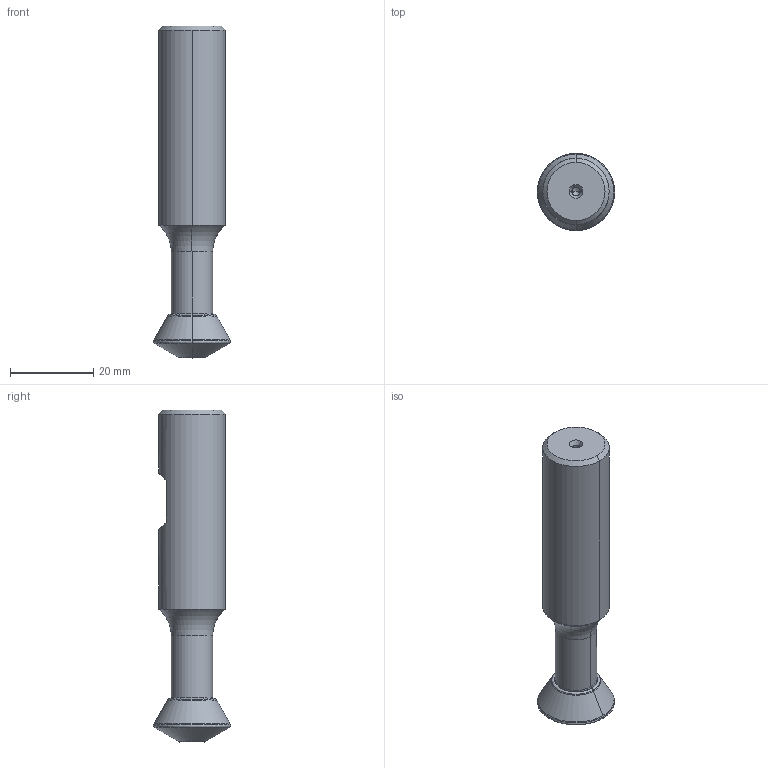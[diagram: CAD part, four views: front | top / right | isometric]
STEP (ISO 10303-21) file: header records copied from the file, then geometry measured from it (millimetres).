
FILE_DESCRIPTION((''),'2;1');
FILE_NAME('15P1E006032W3R00','2015-11-07T',('tewess'),(''),'PRO/ENGINEER BY PARAMETRIC TECHNOLOGY CORPORATION, 2011490','PRO/ENGINEER BY PARAMETRIC TECHNOLOGY CORPORATION, 2011490','');
FILE_SCHEMA(('AUTOMOTIVE_DESIGN { 1 2 10303 214 0 1 1 1 }'));
Length unit declared in the file: millimetre
Products named in the file (3): NOCUT; CUT; 15P1E006032W3R00
Assembly tree (2 placements, depth 2):
  15P1E006032W3R00
    NOCUT
    CUT
Bounding box: 18.64 x 18.65 x 80 mm (x, y, z)
Volume: 14183.6 mm3; surface area: 4732 mm2
Topology: 2 solids, 2 shells, 65 faces, 142 edges, 88 vertices
Faces by surface type: revolution 32, cone 12, cylinder 8, torus 8, plane 5
Entity records: 4352 total; most frequent: CARTESIAN_POINT 2299, DIRECTION 306, ORIENTED_EDGE 262, PRESENTATION_STYLE_ASSIGNMENT 151, STYLED_ITEM 151, CURVE_STYLE 149, EDGE_CURVE 131, AXIS2_PLACEMENT_3D 122
